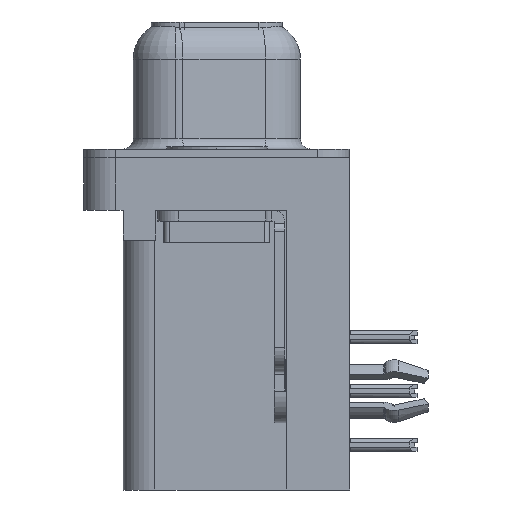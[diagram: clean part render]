
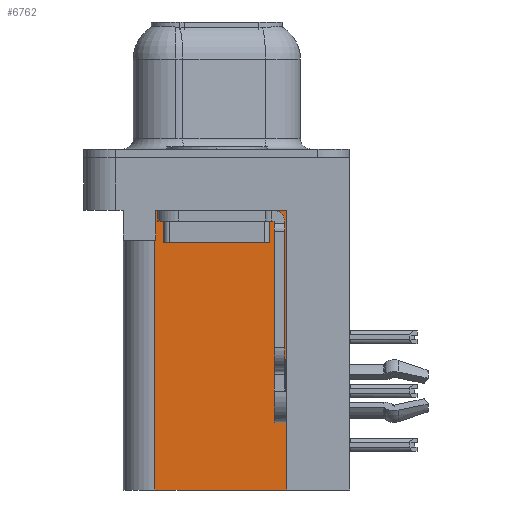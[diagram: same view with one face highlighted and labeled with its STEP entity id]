
A CAD part, left-side view. The second image highlights one B-rep face of the part: STEP entity #6762.
In plain terms, the highlighted planar face has unit normal (-1, 0, 0).
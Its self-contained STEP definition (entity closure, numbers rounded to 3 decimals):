
#746 = CARTESIAN_POINT ( 'NONE',  ( 3.765, 2.925, -3.9 ) ) ;
#1040 = CARTESIAN_POINT ( 'NONE',  ( 3.765, -3.295, -2.5 ) ) ;
#1546 = LINE ( 'NONE', #27788, #30703 ) ;
#2399 = CARTESIAN_POINT ( 'NONE',  ( 3.765, 2.925, -15.7 ) ) ;
#2527 = LINE ( 'NONE', #11777, #16690 ) ;
#3687 = DIRECTION ( 'NONE',  ( 0., 0., -1. ) ) ;
#3855 = LINE ( 'NONE', #29489, #18907 ) ;
#4860 = PLANE ( 'NONE',  #6799 ) ;
#5998 = LINE ( 'NONE', #14845, #35142 ) ;
#6762 = ADVANCED_FACE ( 'NONE', ( #15379 ), #4860, .F. ) ;
#6799 = AXIS2_PLACEMENT_3D ( 'NONE', #16068, #30273, #13313 ) ;
#7084 = CARTESIAN_POINT ( 'NONE',  ( 3.765, -3.295, -15.7 ) ) ;
#7415 = VERTEX_POINT ( 'NONE', #18794 ) ;
#7972 = ORIENTED_EDGE ( 'NONE', *, *, #16656, .T. ) ;
#9216 = VERTEX_POINT ( 'NONE', #16438 ) ;
#9926 = EDGE_CURVE ( 'NONE', #21445, #10889, #1546, .T. ) ;
#10258 = EDGE_CURVE ( 'NONE', #10889, #7415, #5998, .T. ) ;
#10889 = VERTEX_POINT ( 'NONE', #32613 ) ;
#11322 = EDGE_CURVE ( 'NONE', #7415, #33535, #20112, .T. ) ;
#11777 = CARTESIAN_POINT ( 'NONE',  ( 3.765, 2.925, -15.7 ) ) ;
#11994 = DIRECTION ( 'NONE',  ( 0., 1., 0. ) ) ;
#12567 = DIRECTION ( 'NONE',  ( 0., 1., 0. ) ) ;
#13313 = DIRECTION ( 'NONE',  ( 0., 1., 0. ) ) ;
#14600 = VERTEX_POINT ( 'NONE', #2399 ) ;
#14845 = CARTESIAN_POINT ( 'NONE',  ( 3.765, 2.895, -3.9 ) ) ;
#15379 = FACE_OUTER_BOUND ( 'NONE', #34316, .T. ) ;
#15825 = EDGE_CURVE ( 'NONE', #14600, #33535, #2527, .T. ) ;
#16068 = CARTESIAN_POINT ( 'NONE',  ( 3.765, -3.295, -15.7 ) ) ;
#16438 = CARTESIAN_POINT ( 'NONE',  ( 3.765, -3.295, -15.7 ) ) ;
#16516 = DIRECTION ( 'NONE',  ( 0., 1., 0. ) ) ;
#16604 = EDGE_CURVE ( 'NONE', #9216, #14600, #3855, .T. ) ;
#16656 = EDGE_CURVE ( 'NONE', #9216, #21445, #24683, .T. ) ;
#16690 = VECTOR ( 'NONE', #34263, 1000. ) ;
#18794 = CARTESIAN_POINT ( 'NONE',  ( 3.765, 2.895, -3.9 ) ) ;
#18907 = VECTOR ( 'NONE', #12567, 1000. ) ;
#20112 = LINE ( 'NONE', #28912, #28422 ) ;
#20449 = ORIENTED_EDGE ( 'NONE', *, *, #15825, .F. ) ;
#20853 = ORIENTED_EDGE ( 'NONE', *, *, #10258, .T. ) ;
#21207 = ORIENTED_EDGE ( 'NONE', *, *, #9926, .T. ) ;
#21445 = VERTEX_POINT ( 'NONE', #1040 ) ;
#24683 = LINE ( 'NONE', #7084, #25556 ) ;
#25556 = VECTOR ( 'NONE', #26959, 1000. ) ;
#26286 = ORIENTED_EDGE ( 'NONE', *, *, #16604, .F. ) ;
#26959 = DIRECTION ( 'NONE',  ( 0., 0., 1. ) ) ;
#27788 = CARTESIAN_POINT ( 'NONE',  ( 3.765, -3.295, -2.5 ) ) ;
#28422 = VECTOR ( 'NONE', #11994, 1000. ) ;
#28912 = CARTESIAN_POINT ( 'NONE',  ( 3.765, 0., -3.9 ) ) ;
#29489 = CARTESIAN_POINT ( 'NONE',  ( 3.765, -3.295, -15.7 ) ) ;
#30273 = DIRECTION ( 'NONE',  ( 1., 0., 0. ) ) ;
#30526 = ORIENTED_EDGE ( 'NONE', *, *, #11322, .T. ) ;
#30703 = VECTOR ( 'NONE', #16516, 1000. ) ;
#32613 = CARTESIAN_POINT ( 'NONE',  ( 3.765, 2.895, -2.5 ) ) ;
#33535 = VERTEX_POINT ( 'NONE', #746 ) ;
#34263 = DIRECTION ( 'NONE',  ( 0., 0., 1. ) ) ;
#34316 = EDGE_LOOP ( 'NONE', ( #21207, #20853, #30526, #20449, #26286, #7972 ) ) ;
#35142 = VECTOR ( 'NONE', #3687, 1000. ) ;
